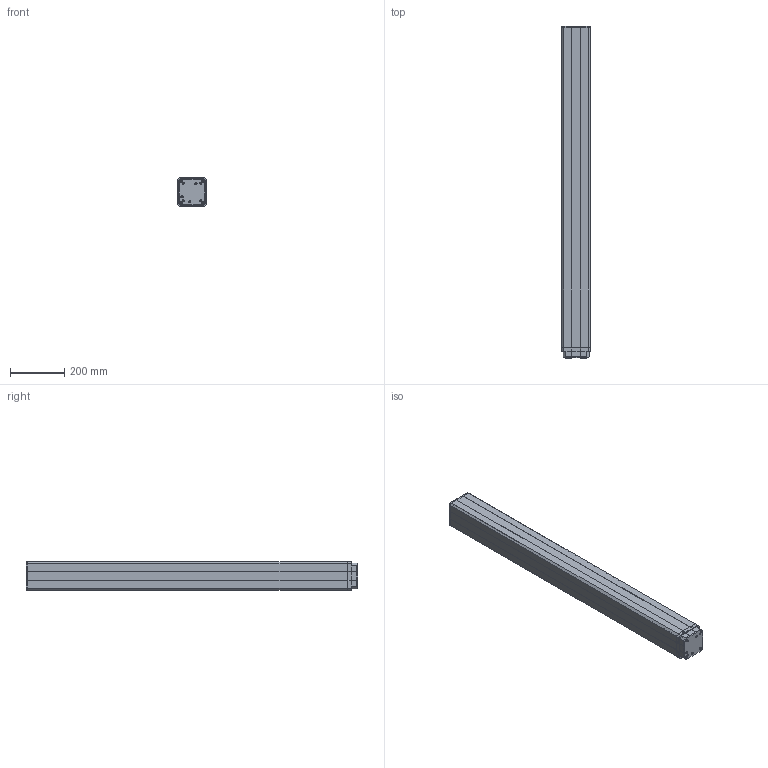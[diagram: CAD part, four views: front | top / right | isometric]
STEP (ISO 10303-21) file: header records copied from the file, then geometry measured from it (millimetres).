
FILE_DESCRIPTION (( 'STEP AP203' ), '1' );
FILE_NAME ('笢臏珨趼 俴最1000.STEP', '2023-10-30T05:02:38', ( 'Microsoft' ), ( 'MS' ), 'SwSTEP 2.0', 'SolidWorks 2018', '' );
FILE_SCHEMA (( 'CONFIG_CONTROL_DESIGN' ));
Length unit declared in the file: millimetre
Products named in the file (7): 珨趼狟沺啣; 俋褲; 囀褲; 蹟佪; 笢臏謗誹-嘀; 笢臏珨趼 俴最1000; 珨趼奻沺啣
Assembly tree (17 placements, depth 2):
  笢臏珨趼 俴最1000
    珨趼奻沺啣
    珨趼狟沺啣
    俋褲
    囀褲
    蹟佪  x12
    笢臏謗誹-嘀
Bounding box: 106.4 x 1220 x 106.4 mm (x, y, z)
Volume: 2595680 mm3; surface area: 1834137.5 mm2
Topology: 17 solids, 17 shells, 766 faces, 2126 edges, 1405 vertices
Faces by surface type: plane 314, cylinder 224, bspline 120, cone 104, sphere 2, torus 2
Entity records: 36927 total; most frequent: CARTESIAN_POINT 24466, ORIENTED_EDGE 2704, DIRECTION 1966, EDGE_CURVE 1352, VERTEX_POINT 897, LINE 724, VECTOR 724, AXIS2_PLACEMENT_3D 621
